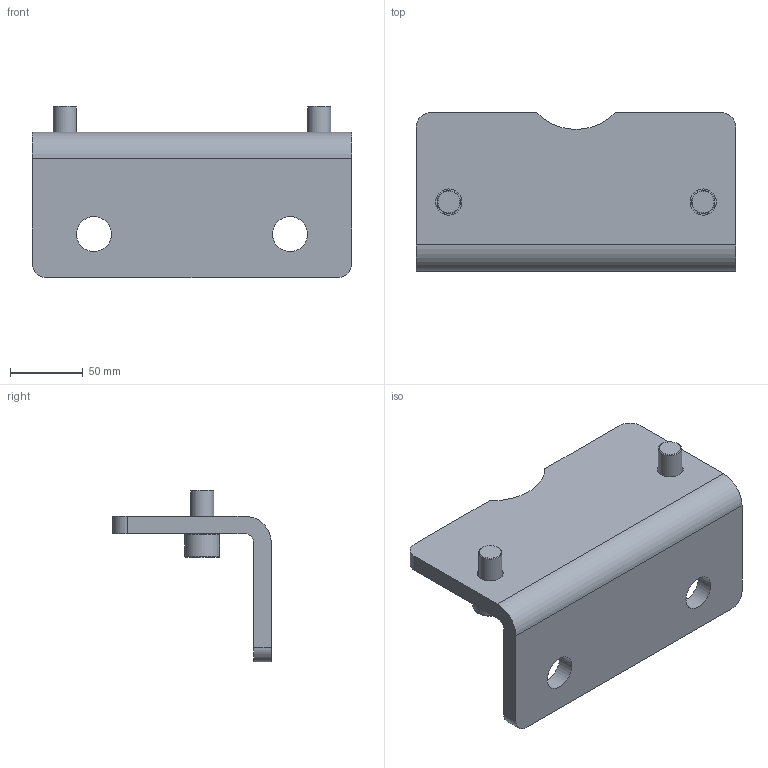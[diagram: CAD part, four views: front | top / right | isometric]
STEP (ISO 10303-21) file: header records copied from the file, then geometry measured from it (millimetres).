
FILE_DESCRIPTION((''),'2;1');
FILE_NAME('AF200X.stp','2014-09-25T15:20:25',('pc6'),(''),'Autodesk Inventor 2011','Autodesk Inventor 2011','');
FILE_SCHEMA(('AUTOMOTIVE_DESIGN { 1 0 10303 214 1 1 1 1 }'));
Length unit declared in the file: millimetre
Products named in the file (3): AF200X; AF200X_1; VM1630
Assembly tree (3 placements, depth 2):
  AF200X
    AF200X_1
    VM1630  x2
Bounding box: 220 x 109 x 118 mm (x, y, z)
Volume: 508060.6 mm3; surface area: 101124.5 mm2
Topology: 3 solids, 3 shells, 64 faces, 158 edges, 102 vertices
Faces by surface type: plane 39, cylinder 15, cone 6, torus 4
Full cylindrical faces by diameter (mm): 16 x2, 18 x2, 24 x4
Entity records: 1296 total; most frequent: CARTESIAN_POINT 234, DIRECTION 214, ORIENTED_EDGE 188, EDGE_CURVE 94, AXIS2_PLACEMENT_3D 84, VERTEX_POINT 68, EDGE_LOOP 62, VECTOR 46
